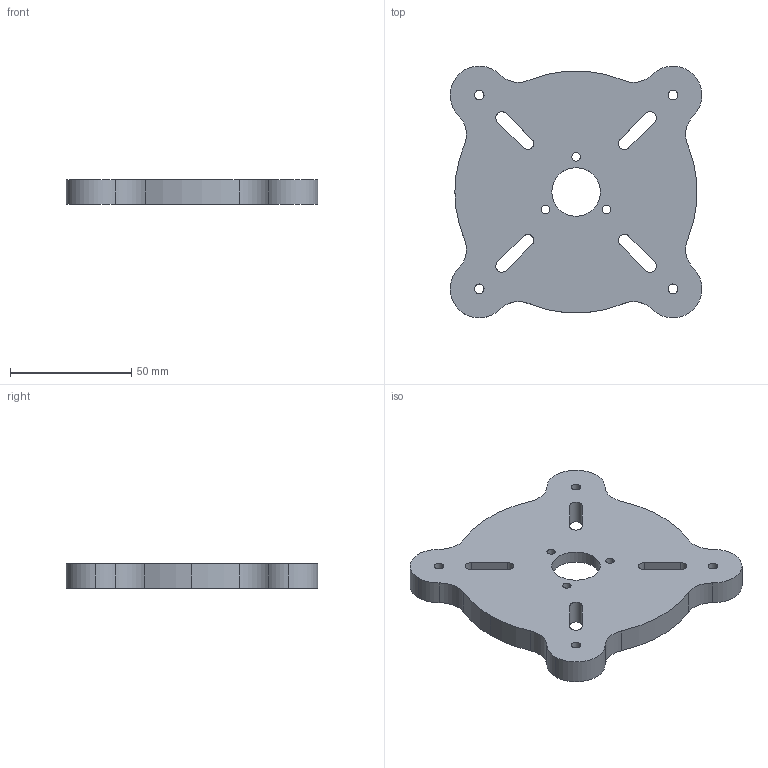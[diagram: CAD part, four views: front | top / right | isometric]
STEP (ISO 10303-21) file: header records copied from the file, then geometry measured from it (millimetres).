
FILE_DESCRIPTION (( 'STEP AP203' ), '1' );
FILE_NAME ('Part4-m1_Default_sldprt.STEP', '2018-07-31T07:56:31', ( '' ), ( '' ), 'SwSTEP 2.0', 'SolidWorks 2014', '' );
FILE_SCHEMA (( 'CONFIG_CONTROL_DESIGN' ));
Length unit declared in the file: millimetre
Products named in the file (1): Part4-m1_Default_sldprt
Bounding box: 103.86 x 103.87 x 10 mm (x, y, z)
Volume: 82079.6 mm3; surface area: 25114.5 mm2
Topology: 1 solids, 1 shells, 62 faces, 177 edges, 118 vertices
Faces by surface type: cylinder 51, plane 11
Entity records: 2208 total; most frequent: DIRECTION 405, CARTESIAN_POINT 358, ORIENTED_EDGE 354, EDGE_CURVE 177, AXIS2_PLACEMENT_3D 165, VERTEX_POINT 118, CIRCLE 102, EDGE_LOOP 87
